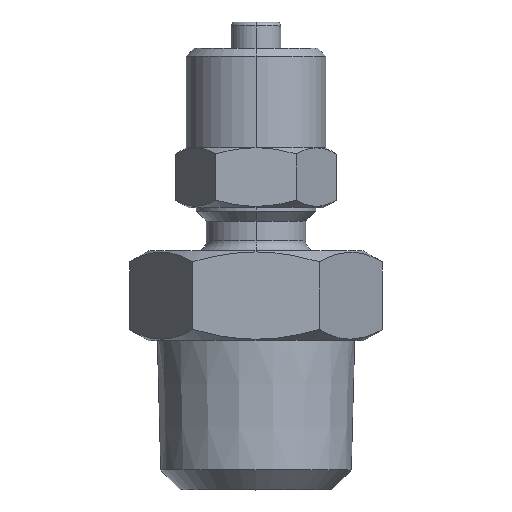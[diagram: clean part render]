
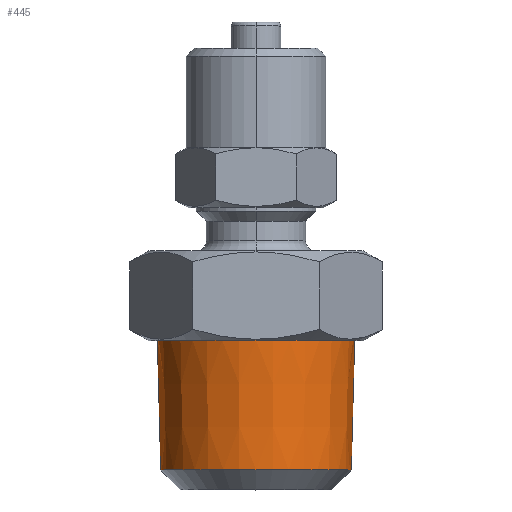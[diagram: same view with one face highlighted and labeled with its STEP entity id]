
A CAD part, top view. The second image highlights one B-rep face of the part: STEP entity #445.
In plain terms, the highlighted conical face has half-angle 1.47 degrees and reference radius 4.954 mm.
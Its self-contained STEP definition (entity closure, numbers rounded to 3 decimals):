
#32 = FACE_OUTER_BOUND ( 'NONE', #1061, .T. ) ;
#145 = CIRCLE ( 'NONE', #146, 4.787 ) ;
#146 = AXIS2_PLACEMENT_3D ( 'NONE', #1769, #1770, #1771 ) ;
#165 = VERTEX_POINT ( 'NONE', #495 ) ;
#184 = VERTEX_POINT ( 'NONE', #514 ) ;
#185 = VERTEX_POINT ( 'NONE', #515 ) ;
#186 = VERTEX_POINT ( 'NONE', #516 ) ;
#292 = CIRCLE ( 'NONE', #294, 4.954 ) ;
#293 = VECTOR ( 'NONE', #1775, 1000. ) ;
#294 = AXIS2_PLACEMENT_3D ( 'NONE', #1776, #1777, #1778 ) ;
#295 = VECTOR ( 'NONE', #1780, 1000. ) ;
#445 = ADVANCED_FACE ( 'NONE', ( #32 ), #1450, .T. ) ;
#495 = CARTESIAN_POINT ( 'NONE',  ( -4.954, 7.5, 0. ) ) ;
#514 = CARTESIAN_POINT ( 'NONE',  ( 4.954, 7.5, 0. ) ) ;
#515 = CARTESIAN_POINT ( 'NONE',  ( 4.787, 1., 0. ) ) ;
#516 = CARTESIAN_POINT ( 'NONE',  ( -4.787, 1., 0. ) ) ;
#630 = CARTESIAN_POINT ( 'NONE',  ( 0., 7.5, 0. ) ) ;
#631 = DIRECTION ( 'NONE',  ( 0., 1., 0. ) ) ;
#632 = DIRECTION ( 'NONE',  ( -1., 0., 0. ) ) ;
#998 = ORIENTED_EDGE ( 'NONE', *, *, #1385, .F. ) ;
#999 = ORIENTED_EDGE ( 'NONE', *, *, #1388, .T. ) ;
#1000 = ORIENTED_EDGE ( 'NONE', *, *, #1387, .T. ) ;
#1001 = ORIENTED_EDGE ( 'NONE', *, *, #1389, .F. ) ;
#1061 = EDGE_LOOP ( 'NONE', ( #998, #1000, #999, #1001 ) ) ;
#1261 = LINE ( 'NONE', #1774, #293 ) ;
#1262 = LINE ( 'NONE', #1779, #295 ) ;
#1385 = EDGE_CURVE ( 'NONE', #185, #186, #145, .T. ) ;
#1387 = EDGE_CURVE ( 'NONE', #185, #184, #1261, .T. ) ;
#1388 = EDGE_CURVE ( 'NONE', #184, #165, #292, .T. ) ;
#1389 = EDGE_CURVE ( 'NONE', #186, #165, #1262, .T. ) ;
#1448 = AXIS2_PLACEMENT_3D ( 'NONE', #630, #631, #632 ) ;
#1450 = CONICAL_SURFACE ( 'NONE', #1448, 4.954, 0.026 ) ;
#1769 = CARTESIAN_POINT ( 'NONE',  ( 0., 1., 0. ) ) ;
#1770 = DIRECTION ( 'NONE',  ( 0., -1., 0. ) ) ;
#1771 = DIRECTION ( 'NONE',  ( 1., 0., 0. ) ) ;
#1774 = CARTESIAN_POINT ( 'NONE',  ( 4.954, 7.5, 0. ) ) ;
#1775 = DIRECTION ( 'NONE',  ( 0.026, 1., 0. ) ) ;
#1776 = CARTESIAN_POINT ( 'NONE',  ( 0., 7.5, 0. ) ) ;
#1777 = DIRECTION ( 'NONE',  ( 0., -1., 0. ) ) ;
#1778 = DIRECTION ( 'NONE',  ( 1., 0., 0. ) ) ;
#1779 = CARTESIAN_POINT ( 'NONE',  ( -4.954, 7.5, 0. ) ) ;
#1780 = DIRECTION ( 'NONE',  ( -0.026, 1., 0. ) ) ;
